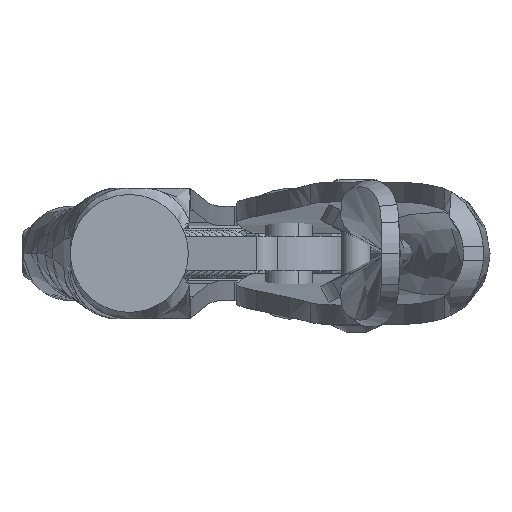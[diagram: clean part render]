
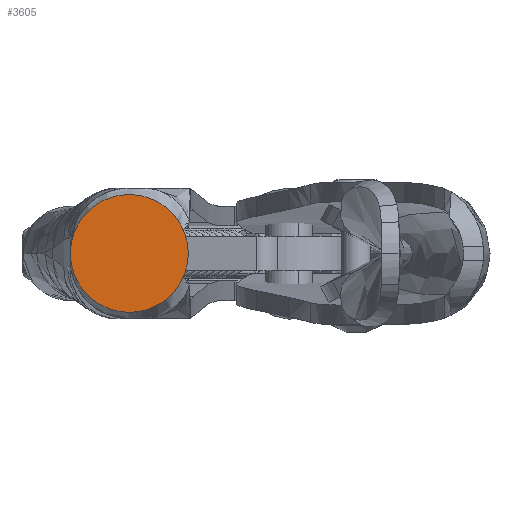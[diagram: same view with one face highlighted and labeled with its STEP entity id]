
A CAD part, left-side view. The second image highlights one B-rep face of the part: STEP entity #3605.
In plain terms, the highlighted planar face has unit normal (-1, 0, 0).
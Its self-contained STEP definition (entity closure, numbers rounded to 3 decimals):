
#5 = AXIS2_PLACEMENT_3D ( 'NONE', #48960, #25026, #885 ) ;
#885 = DIRECTION ( 'NONE',  ( 0., 0., 1. ) ) ;
#3583 = DIRECTION ( 'NONE',  ( -1., 0., 0. ) ) ;
#3605 = ADVANCED_FACE ( 'NONE', ( #18752 ), #28459, .T. ) ;
#8284 = CIRCLE ( 'NONE', #5, 6. ) ;
#8471 = CARTESIAN_POINT ( 'NONE',  ( -55.994, 6.605, 6. ) ) ;
#11675 = CARTESIAN_POINT ( 'NONE',  ( -55.994, 6.605, 0. ) ) ;
#14308 = AXIS2_PLACEMENT_3D ( 'NONE', #11675, #39632, #15669 ) ;
#15426 = ORIENTED_EDGE ( 'NONE', *, *, #40040, .F. ) ;
#15669 = DIRECTION ( 'NONE',  ( 0., 0., 1. ) ) ;
#15693 = EDGE_LOOP ( 'NONE', ( #15426, #32743 ) ) ;
#17816 = VERTEX_POINT ( 'NONE', #21535 ) ;
#18752 = FACE_OUTER_BOUND ( 'NONE', #15693, .T. ) ;
#19525 = CIRCLE ( 'NONE', #14308, 6. ) ;
#21535 = CARTESIAN_POINT ( 'NONE',  ( -55.994, 6.605, -6. ) ) ;
#24488 = EDGE_CURVE ( 'NONE', #17816, #41247, #8284, .T. ) ;
#25026 = DIRECTION ( 'NONE',  ( 1., 0., 0. ) ) ;
#28459 = PLANE ( 'NONE',  #50829 ) ;
#32743 = ORIENTED_EDGE ( 'NONE', *, *, #24488, .F. ) ;
#37101 = CARTESIAN_POINT ( 'NONE',  ( -55.994, 6.605, 0. ) ) ;
#38473 = DIRECTION ( 'NONE',  ( 0., 0., 1. ) ) ;
#39632 = DIRECTION ( 'NONE',  ( 1., 0., 0. ) ) ;
#40040 = EDGE_CURVE ( 'NONE', #41247, #17816, #19525, .T. ) ;
#41247 = VERTEX_POINT ( 'NONE', #8471 ) ;
#48960 = CARTESIAN_POINT ( 'NONE',  ( -55.994, 6.605, 0. ) ) ;
#50829 = AXIS2_PLACEMENT_3D ( 'NONE', #37101, #3583, #38473 ) ;
